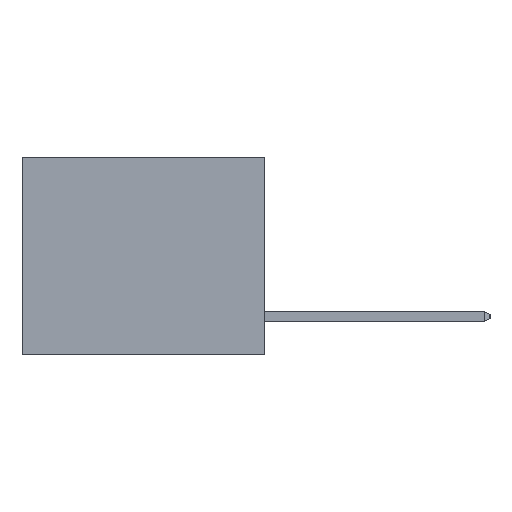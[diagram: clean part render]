
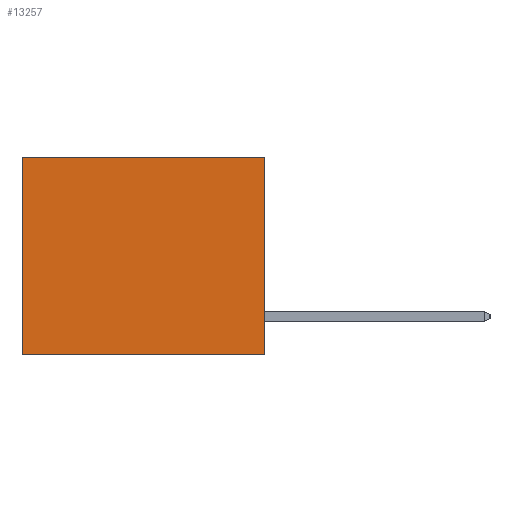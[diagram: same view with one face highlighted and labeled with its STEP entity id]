
A CAD part, left-side view. The second image highlights one B-rep face of the part: STEP entity #13257.
In plain terms, the highlighted planar face has unit normal (-1, 0, 0).
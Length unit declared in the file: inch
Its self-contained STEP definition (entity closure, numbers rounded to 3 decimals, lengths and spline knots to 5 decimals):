
#1275 = VECTOR ( 'NONE', #20972, 39.37008 ) ;
#1773 = CARTESIAN_POINT ( 'NONE',  ( 0.3165, 0., 0. ) ) ;
#2177 = LINE ( 'NONE', #7509, #1275 ) ;
#2395 = LINE ( 'NONE', #1773, #20192 ) ;
#2816 = ORIENTED_EDGE ( 'NONE', *, *, #18690, .T. ) ;
#3853 = AXIS2_PLACEMENT_3D ( 'NONE', #15573, #11406, #23126 ) ;
#5299 = PLANE ( 'NONE',  #3853 ) ;
#7245 = VERTEX_POINT ( 'NONE', #21935 ) ;
#7435 = CARTESIAN_POINT ( 'NONE',  ( 0.3165, 0., -0.49 ) ) ;
#7509 = CARTESIAN_POINT ( 'NONE',  ( 0.3165, 0.6, -0.49 ) ) ;
#7524 = EDGE_CURVE ( 'NONE', #7245, #14703, #24389, .T. ) ;
#7601 = DIRECTION ( 'NONE',  ( 0., 0., -1. ) ) ;
#11406 = DIRECTION ( 'NONE',  ( 1., 0., 0. ) ) ;
#11711 = VECTOR ( 'NONE', #18753, 39.37008 ) ;
#12597 = EDGE_CURVE ( 'NONE', #21847, #14703, #2177, .T. ) ;
#13257 = ADVANCED_FACE ( 'NONE', ( #23536 ), #5299, .F. ) ;
#14703 = VERTEX_POINT ( 'NONE', #19486 ) ;
#14910 = EDGE_CURVE ( 'NONE', #21691, #7245, #22572, .T. ) ;
#15573 = CARTESIAN_POINT ( 'NONE',  ( 0.3165, 0., -0.49 ) ) ;
#15983 = ORIENTED_EDGE ( 'NONE', *, *, #12597, .T. ) ;
#17440 = ORIENTED_EDGE ( 'NONE', *, *, #14910, .F. ) ;
#17878 = EDGE_LOOP ( 'NONE', ( #15983, #20180, #17440, #2816 ) ) ;
#18690 = EDGE_CURVE ( 'NONE', #21691, #21847, #2395, .T. ) ;
#18753 = DIRECTION ( 'NONE',  ( 0., 1., 0. ) ) ;
#19486 = CARTESIAN_POINT ( 'NONE',  ( 0.3165, 0.6, -0.49 ) ) ;
#20180 = ORIENTED_EDGE ( 'NONE', *, *, #7524, .F. ) ;
#20192 = VECTOR ( 'NONE', #21388, 39.37008 ) ;
#20972 = DIRECTION ( 'NONE',  ( 0., 0., -1. ) ) ;
#21388 = DIRECTION ( 'NONE',  ( 0., 1., 0. ) ) ;
#21691 = VERTEX_POINT ( 'NONE', #24529 ) ;
#21847 = VERTEX_POINT ( 'NONE', #24791 ) ;
#21935 = CARTESIAN_POINT ( 'NONE',  ( 0.3165, 0., -0.49 ) ) ;
#22572 = LINE ( 'NONE', #7435, #23157 ) ;
#23126 = DIRECTION ( 'NONE',  ( 0., 0., -1. ) ) ;
#23157 = VECTOR ( 'NONE', #7601, 39.37008 ) ;
#23536 = FACE_OUTER_BOUND ( 'NONE', #17878, .T. ) ;
#24389 = LINE ( 'NONE', #24504, #11711 ) ;
#24504 = CARTESIAN_POINT ( 'NONE',  ( 0.3165, 0., -0.49 ) ) ;
#24529 = CARTESIAN_POINT ( 'NONE',  ( 0.3165, 0., 0. ) ) ;
#24791 = CARTESIAN_POINT ( 'NONE',  ( 0.3165, 0.6, 0. ) ) ;
